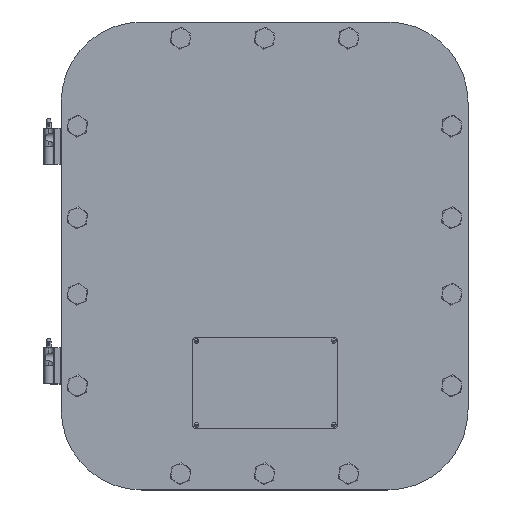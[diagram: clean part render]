
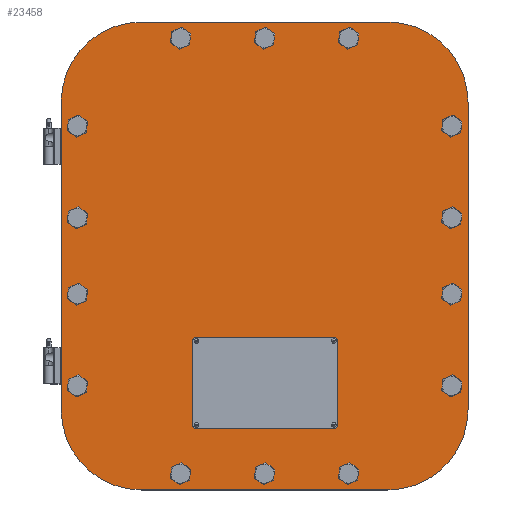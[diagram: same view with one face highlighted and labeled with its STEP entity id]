
A CAD part, top view. The second image highlights one B-rep face of the part: STEP entity #23458.
In plain terms, the highlighted planar face has unit normal (0, 0, 1).
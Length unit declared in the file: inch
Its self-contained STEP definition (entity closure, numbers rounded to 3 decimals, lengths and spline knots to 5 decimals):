
#1878=FACE_BOUND('',#4863,.T.);
#1879=FACE_BOUND('',#4864,.T.);
#1880=FACE_BOUND('',#4865,.T.);
#1881=FACE_BOUND('',#4866,.T.);
#1882=FACE_BOUND('',#4867,.T.);
#1883=FACE_BOUND('',#4868,.T.);
#1884=FACE_BOUND('',#4869,.T.);
#1885=FACE_BOUND('',#4870,.T.);
#1886=FACE_BOUND('',#4871,.T.);
#1887=FACE_BOUND('',#4872,.T.);
#1888=FACE_BOUND('',#4873,.T.);
#1889=FACE_BOUND('',#4874,.T.);
#1890=FACE_BOUND('',#4875,.T.);
#1891=FACE_BOUND('',#4876,.T.);
#2168=PLANE('',#25411);
#3454=FACE_OUTER_BOUND('',#4862,.T.);
#4862=EDGE_LOOP('',(#19091,#19092,#19093,#19094,#19095,#19096,#19097,#19098));
#4863=EDGE_LOOP('',(#19099));
#4864=EDGE_LOOP('',(#19100));
#4865=EDGE_LOOP('',(#19101));
#4866=EDGE_LOOP('',(#19102));
#4867=EDGE_LOOP('',(#19103));
#4868=EDGE_LOOP('',(#19104));
#4869=EDGE_LOOP('',(#19105));
#4870=EDGE_LOOP('',(#19106));
#4871=EDGE_LOOP('',(#19107));
#4872=EDGE_LOOP('',(#19108));
#4873=EDGE_LOOP('',(#19109));
#4874=EDGE_LOOP('',(#19110));
#4875=EDGE_LOOP('',(#19111));
#4876=EDGE_LOOP('',(#19112));
#6388=LINE('',#39290,#8411);
#6393=LINE('',#39300,#8416);
#6439=LINE('',#39482,#8462);
#6442=LINE('',#39492,#8465);
#8411=VECTOR('',#28690,0.3937);
#8416=VECTOR('',#28697,0.3937);
#8462=VECTOR('',#28905,0.3937);
#8465=VECTOR('',#28918,0.3937);
#9995=CIRCLE('',#25236,0.23438);
#9998=CIRCLE('',#25240,0.23438);
#10001=CIRCLE('',#25244,0.23438);
#10004=CIRCLE('',#25248,0.23438);
#10007=CIRCLE('',#25252,0.23438);
#10010=CIRCLE('',#25256,0.23438);
#10029=CIRCLE('',#25284,0.23438);
#10032=CIRCLE('',#25288,0.23438);
#10035=CIRCLE('',#25292,0.23438);
#10038=CIRCLE('',#25296,0.23438);
#10041=CIRCLE('',#25300,0.23438);
#10044=CIRCLE('',#25304,0.23438);
#10047=CIRCLE('',#25308,0.23438);
#10050=CIRCLE('',#25312,0.23438);
#10099=CIRCLE('',#25402,2.625);
#10100=CIRCLE('',#25405,2.625);
#10101=CIRCLE('',#25407,2.625);
#10102=CIRCLE('',#25410,2.625);
#11299=VERTEX_POINT('',#39103);
#11302=VERTEX_POINT('',#39111);
#11305=VERTEX_POINT('',#39119);
#11308=VERTEX_POINT('',#39127);
#11311=VERTEX_POINT('',#39135);
#11314=VERTEX_POINT('',#39143);
#11337=VERTEX_POINT('',#39203);
#11340=VERTEX_POINT('',#39211);
#11343=VERTEX_POINT('',#39219);
#11346=VERTEX_POINT('',#39227);
#11349=VERTEX_POINT('',#39235);
#11352=VERTEX_POINT('',#39243);
#11355=VERTEX_POINT('',#39251);
#11358=VERTEX_POINT('',#39259);
#11368=VERTEX_POINT('',#39287);
#11369=VERTEX_POINT('',#39289);
#11372=VERTEX_POINT('',#39297);
#11373=VERTEX_POINT('',#39299);
#11427=VERTEX_POINT('',#39477);
#11428=VERTEX_POINT('',#39481);
#11429=VERTEX_POINT('',#39487);
#11430=VERTEX_POINT('',#39491);
#13982=EDGE_CURVE('',#11299,#11299,#9995,.T.);
#13986=EDGE_CURVE('',#11302,#11302,#9998,.T.);
#13990=EDGE_CURVE('',#11305,#11305,#10001,.T.);
#13994=EDGE_CURVE('',#11308,#11308,#10004,.T.);
#13998=EDGE_CURVE('',#11311,#11311,#10007,.T.);
#14002=EDGE_CURVE('',#11314,#11314,#10010,.T.);
#14030=EDGE_CURVE('',#11337,#11337,#10029,.T.);
#14034=EDGE_CURVE('',#11340,#11340,#10032,.T.);
#14038=EDGE_CURVE('',#11343,#11343,#10035,.T.);
#14042=EDGE_CURVE('',#11346,#11346,#10038,.T.);
#14046=EDGE_CURVE('',#11349,#11349,#10041,.T.);
#14050=EDGE_CURVE('',#11352,#11352,#10044,.T.);
#14054=EDGE_CURVE('',#11355,#11355,#10047,.T.);
#14058=EDGE_CURVE('',#11358,#11358,#10050,.T.);
#14071=EDGE_CURVE('',#11369,#11368,#6388,.T.);
#14076=EDGE_CURVE('',#11373,#11372,#6393,.T.);
#14165=EDGE_CURVE('',#11427,#11373,#10099,.T.);
#14167=EDGE_CURVE('',#11428,#11427,#6439,.T.);
#14169=EDGE_CURVE('',#11368,#11428,#10100,.T.);
#14170=EDGE_CURVE('',#11429,#11369,#10101,.T.);
#14172=EDGE_CURVE('',#11430,#11429,#6442,.T.);
#14174=EDGE_CURVE('',#11372,#11430,#10102,.T.);
#19091=ORIENTED_EDGE('',*,*,#14076,.T.);
#19092=ORIENTED_EDGE('',*,*,#14174,.T.);
#19093=ORIENTED_EDGE('',*,*,#14172,.T.);
#19094=ORIENTED_EDGE('',*,*,#14170,.T.);
#19095=ORIENTED_EDGE('',*,*,#14071,.T.);
#19096=ORIENTED_EDGE('',*,*,#14169,.T.);
#19097=ORIENTED_EDGE('',*,*,#14167,.T.);
#19098=ORIENTED_EDGE('',*,*,#14165,.T.);
#19099=ORIENTED_EDGE('',*,*,#13982,.T.);
#19100=ORIENTED_EDGE('',*,*,#13986,.T.);
#19101=ORIENTED_EDGE('',*,*,#13990,.T.);
#19102=ORIENTED_EDGE('',*,*,#13994,.T.);
#19103=ORIENTED_EDGE('',*,*,#13998,.T.);
#19104=ORIENTED_EDGE('',*,*,#14002,.T.);
#19105=ORIENTED_EDGE('',*,*,#14030,.T.);
#19106=ORIENTED_EDGE('',*,*,#14034,.T.);
#19107=ORIENTED_EDGE('',*,*,#14038,.T.);
#19108=ORIENTED_EDGE('',*,*,#14042,.T.);
#19109=ORIENTED_EDGE('',*,*,#14046,.T.);
#19110=ORIENTED_EDGE('',*,*,#14050,.T.);
#19111=ORIENTED_EDGE('',*,*,#14054,.T.);
#19112=ORIENTED_EDGE('',*,*,#14058,.T.);
#23458=ADVANCED_FACE('',(#3454,#1878,#1879,#1880,#1881,#1882,#1883,#1884,
#1885,#1886,#1887,#1888,#1889,#1890,#1891),#2168,.T.);
#25236=AXIS2_PLACEMENT_3D('',#39105,#28489,#28490);
#25240=AXIS2_PLACEMENT_3D('',#39113,#28498,#28499);
#25244=AXIS2_PLACEMENT_3D('',#39121,#28507,#28508);
#25248=AXIS2_PLACEMENT_3D('',#39129,#28516,#28517);
#25252=AXIS2_PLACEMENT_3D('',#39137,#28525,#28526);
#25256=AXIS2_PLACEMENT_3D('',#39145,#28534,#28535);
#25284=AXIS2_PLACEMENT_3D('',#39205,#28599,#28600);
#25288=AXIS2_PLACEMENT_3D('',#39213,#28608,#28609);
#25292=AXIS2_PLACEMENT_3D('',#39221,#28617,#28618);
#25296=AXIS2_PLACEMENT_3D('',#39229,#28626,#28627);
#25300=AXIS2_PLACEMENT_3D('',#39237,#28635,#28636);
#25304=AXIS2_PLACEMENT_3D('',#39245,#28644,#28645);
#25308=AXIS2_PLACEMENT_3D('',#39253,#28653,#28654);
#25312=AXIS2_PLACEMENT_3D('',#39261,#28662,#28663);
#25402=AXIS2_PLACEMENT_3D('',#39478,#28900,#28901);
#25405=AXIS2_PLACEMENT_3D('',#39485,#28909,#28910);
#25407=AXIS2_PLACEMENT_3D('',#39488,#28913,#28914);
#25410=AXIS2_PLACEMENT_3D('',#39495,#28922,#28923);
#25411=AXIS2_PLACEMENT_3D('',#39496,#28924,#28925);
#28489=DIRECTION('center_axis',(0.,0.,-1.));
#28490=DIRECTION('ref_axis',(-1.,0.,0.));
#28498=DIRECTION('center_axis',(0.,0.,-1.));
#28499=DIRECTION('ref_axis',(-1.,0.,0.));
#28507=DIRECTION('center_axis',(0.,0.,-1.));
#28508=DIRECTION('ref_axis',(-1.,0.,0.));
#28516=DIRECTION('center_axis',(0.,0.,-1.));
#28517=DIRECTION('ref_axis',(-1.,0.,0.));
#28525=DIRECTION('center_axis',(0.,0.,-1.));
#28526=DIRECTION('ref_axis',(-1.,0.,0.));
#28534=DIRECTION('center_axis',(0.,0.,-1.));
#28535=DIRECTION('ref_axis',(-1.,0.,0.));
#28599=DIRECTION('center_axis',(0.,0.,-1.));
#28600=DIRECTION('ref_axis',(-1.,0.,0.));
#28608=DIRECTION('center_axis',(0.,0.,-1.));
#28609=DIRECTION('ref_axis',(-1.,0.,0.));
#28617=DIRECTION('center_axis',(0.,0.,-1.));
#28618=DIRECTION('ref_axis',(-1.,0.,0.));
#28626=DIRECTION('center_axis',(0.,0.,-1.));
#28627=DIRECTION('ref_axis',(-1.,0.,0.));
#28635=DIRECTION('center_axis',(0.,0.,-1.));
#28636=DIRECTION('ref_axis',(-1.,0.,0.));
#28644=DIRECTION('center_axis',(0.,0.,-1.));
#28645=DIRECTION('ref_axis',(-1.,0.,0.));
#28653=DIRECTION('center_axis',(0.,0.,-1.));
#28654=DIRECTION('ref_axis',(-1.,0.,0.));
#28662=DIRECTION('center_axis',(0.,0.,-1.));
#28663=DIRECTION('ref_axis',(-1.,0.,0.));
#28690=DIRECTION('',(0.,1.,0.));
#28697=DIRECTION('',(0.,-1.,0.));
#28900=DIRECTION('center_axis',(0.,0.,1.));
#28901=DIRECTION('ref_axis',(0.,1.,0.));
#28905=DIRECTION('',(-1.,0.,0.));
#28909=DIRECTION('center_axis',(0.,0.,1.));
#28910=DIRECTION('ref_axis',(1.,0.,0.));
#28913=DIRECTION('center_axis',(0.,0.,1.));
#28914=DIRECTION('ref_axis',(0.,-1.,0.));
#28918=DIRECTION('',(1.,0.,0.));
#28922=DIRECTION('center_axis',(0.,0.,1.));
#28923=DIRECTION('ref_axis',(-1.,0.,0.));
#28924=DIRECTION('center_axis',(0.,0.,1.));
#28925=DIRECTION('ref_axis',(1.,0.,0.));
#39103=CARTESIAN_POINT('',(6.35938,1.25,0.625));
#39105=CARTESIAN_POINT('Origin',(6.125,1.25,0.625));
#39111=CARTESIAN_POINT('',(0.23438,7.125,0.625));
#39113=CARTESIAN_POINT('Origin',(0.,7.125,0.625));
#39119=CARTESIAN_POINT('',(6.35938,-1.25,0.625));
#39121=CARTESIAN_POINT('Origin',(6.125,-1.25,0.625));
#39127=CARTESIAN_POINT('',(-5.89063,-1.25,0.625));
#39129=CARTESIAN_POINT('Origin',(-6.125,-1.25,0.625));
#39135=CARTESIAN_POINT('',(0.23437,-7.125,0.625));
#39137=CARTESIAN_POINT('Origin',(0.,-7.125,0.625));
#39143=CARTESIAN_POINT('',(-5.89063,1.25,0.625));
#39145=CARTESIAN_POINT('Origin',(-6.125,1.25,0.625));
#39203=CARTESIAN_POINT('',(-2.51563,-7.125,0.625));
#39205=CARTESIAN_POINT('Origin',(-2.75,-7.125,0.625));
#39211=CARTESIAN_POINT('',(2.98438,-7.125,0.625));
#39213=CARTESIAN_POINT('Origin',(2.75,-7.125,0.625));
#39219=CARTESIAN_POINT('',(-5.89063,4.25,0.625));
#39221=CARTESIAN_POINT('Origin',(-6.125,4.25,0.625));
#39227=CARTESIAN_POINT('',(6.35938,4.25,0.625));
#39229=CARTESIAN_POINT('Origin',(6.125,4.25,0.625));
#39235=CARTESIAN_POINT('',(2.98438,7.125,0.625));
#39237=CARTESIAN_POINT('Origin',(2.75,7.125,0.625));
#39243=CARTESIAN_POINT('',(-2.51563,7.125,0.625));
#39245=CARTESIAN_POINT('Origin',(-2.75,7.125,0.625));
#39251=CARTESIAN_POINT('',(6.35938,-4.25,0.625));
#39253=CARTESIAN_POINT('Origin',(6.125,-4.25,0.625));
#39259=CARTESIAN_POINT('',(-5.89063,-4.25,0.625));
#39261=CARTESIAN_POINT('Origin',(-6.125,-4.25,0.625));
#39287=CARTESIAN_POINT('',(6.65625,5.03125,0.625));
#39289=CARTESIAN_POINT('',(6.65625,-5.03125,0.625));
#39290=CARTESIAN_POINT('',(6.65625,-5.03125,0.625));
#39297=CARTESIAN_POINT('',(-6.65625,-5.03125,0.625));
#39299=CARTESIAN_POINT('',(-6.65625,5.03125,0.625));
#39300=CARTESIAN_POINT('',(-6.65625,5.03125,0.625));
#39477=CARTESIAN_POINT('',(-4.03125,7.65625,0.625));
#39478=CARTESIAN_POINT('Origin',(-4.03125,5.03125,0.625));
#39481=CARTESIAN_POINT('',(4.03125,7.65625,0.625));
#39482=CARTESIAN_POINT('',(4.03125,7.65625,0.625));
#39485=CARTESIAN_POINT('Origin',(4.03125,5.03125,0.625));
#39487=CARTESIAN_POINT('',(4.03125,-7.65625,0.625));
#39488=CARTESIAN_POINT('Origin',(4.03125,-5.03125,0.625));
#39491=CARTESIAN_POINT('',(-4.03125,-7.65625,0.625));
#39492=CARTESIAN_POINT('',(-4.03125,-7.65625,0.625));
#39495=CARTESIAN_POINT('Origin',(-4.03125,-5.03125,0.625));
#39496=CARTESIAN_POINT('Origin',(0.,0.,
0.625));
